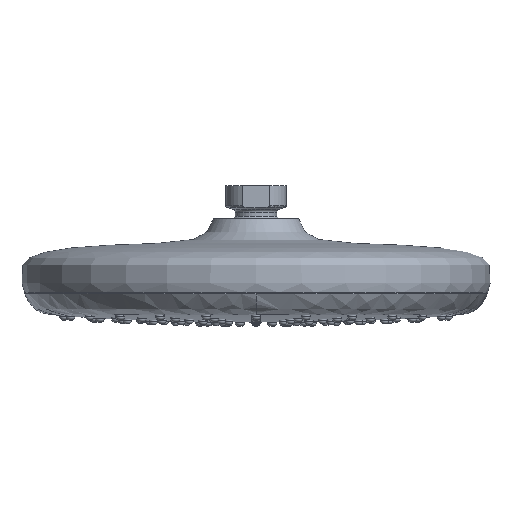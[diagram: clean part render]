
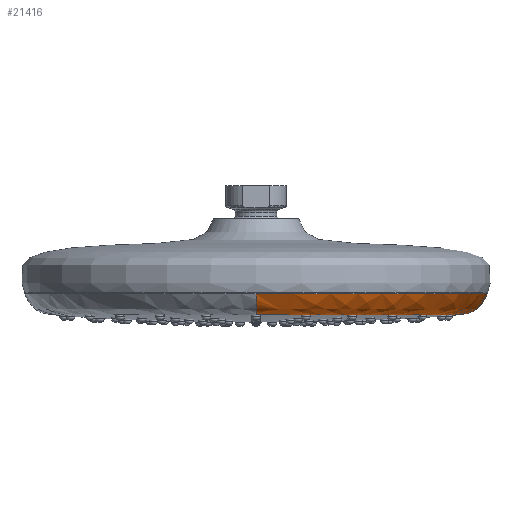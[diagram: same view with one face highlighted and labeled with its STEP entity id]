
A CAD part, left-side view. The second image highlights one B-rep face of the part: STEP entity #21416.
In plain terms, the highlighted free-form (B-spline) face has degree [3, 3] with [8, 4] control points.
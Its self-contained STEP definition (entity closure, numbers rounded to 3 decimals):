
#1018=(
BOUNDED_SURFACE()
B_SPLINE_SURFACE(3,3,((#70215,#70216,#70217,#70218),(#70219,#70220,#70221,
#70222),(#70223,#70224,#70225,#70226),(#70227,#70228,#70229,#70230),(#70231,
#70232,#70233,#70234),(#70235,#70236,#70237,#70238),(#70239,#70240,#70241,
#70242),(#70243,#70244,#70245,#70246)),.SURF_OF_REVOLUTION.,.F.,.F.,.F.)
B_SPLINE_SURFACE_WITH_KNOTS((4,1,1,1,1,4),(4,4),(0.,0.321,0.481,
0.641,0.962,1.282),(0.,1.),
 .UNSPECIFIED.)
GEOMETRIC_REPRESENTATION_ITEM()
RATIONAL_B_SPLINE_SURFACE(((1.,0.805,0.805,1.),
(1.,0.805,0.805,1.),(1.,0.805,0.805,
1.),(1.,0.805,0.805,1.),(1.,0.805,0.805,
1.),(1.,0.805,0.805,1.),(1.,0.805,0.805,
1.),(1.,0.805,0.805,1.)))
REPRESENTATION_ITEM('')
SURFACE()
);
#5593=ORIENTED_EDGE('',*,*,#10115,.T.);
#5594=ORIENTED_EDGE('',*,*,#10116,.T.);
#5595=ORIENTED_EDGE('',*,*,#10030,.T.);
#5596=ORIENTED_EDGE('',*,*,#10026,.T.);
#10026=EDGE_CURVE('',#12616,#12615,#14997,.F.);
#10030=EDGE_CURVE('',#12619,#12616,#15001,.F.);
#10115=EDGE_CURVE('',#12615,#12700,#15086,.T.);
#10116=EDGE_CURVE('',#12700,#12619,#15087,.T.);
#12615=VERTEX_POINT('',#69542);
#12616=VERTEX_POINT('',#69550);
#12619=VERTEX_POINT('',#69615);
#12700=VERTEX_POINT('',#70255);
#14997=B_SPLINE_CURVE_WITH_KNOTS('',3,(#69543,#69544,#69545,#69546,#69547,
#69548,#69549),.UNSPECIFIED.,.F.,.F.,(4,1,1,1,4),(0.,0.25,0.5,0.75,1.),
 .UNSPECIFIED.);
#15001=B_SPLINE_CURVE_WITH_KNOTS('',3,(#69607,#69608,#69609,#69610,#69611,
#69612,#69613,#69614),.UNSPECIFIED.,.F.,.F.,(4,1,1,1,1,4),(0.,0.25,0.5,
0.625,0.75,1.),.UNSPECIFIED.);
#15086=B_SPLINE_CURVE_WITH_KNOTS('',3,(#70247,#70248,#70249,#70250,#70251,
#70252,#70253,#70254),.UNSPECIFIED.,.F.,.F.,(4,1,1,1,1,4),(0.,0.25,0.5,
0.625,0.75,1.),.UNSPECIFIED.);
#15087=B_SPLINE_CURVE_WITH_KNOTS('',3,(#70256,#70257,#70258,#70259,#70260,
#70261,#70262),.UNSPECIFIED.,.F.,.F.,(4,1,1,1,4),(0.,0.25,0.5,0.75,1.),
 .UNSPECIFIED.);
#17986=EDGE_LOOP('',(#5593,#5594,#5595,#5596));
#19869=FACE_BOUND('',#17986,.T.);
#21416=ADVANCED_FACE('',(#19869),#1018,.T.);
#69542=CARTESIAN_POINT('',(-103.505,0.,-2.431));
#69543=CARTESIAN_POINT('',(-103.505,0.,-2.431));
#69544=CARTESIAN_POINT('',(-103.505,-13.627,-2.431));
#69545=CARTESIAN_POINT('',(-98.059,-40.758,-2.431));
#69546=CARTESIAN_POINT('',(-75.08,-75.079,-2.431));
#69547=CARTESIAN_POINT('',(-40.757,-98.059,-2.431));
#69548=CARTESIAN_POINT('',(-13.629,-103.505,-2.431));
#69549=CARTESIAN_POINT('',(0.,-103.505,-2.431));
#69550=CARTESIAN_POINT('',(0.,-103.505,-2.431));
#69607=CARTESIAN_POINT('',(0.,-103.505,-2.431));
#69608=CARTESIAN_POINT('',(0.,-103.034,-3.704));
#69609=CARTESIAN_POINT('',(0.,-101.775,-6.265));
#69610=CARTESIAN_POINT('',(0.,-99.352,-8.958));
#69611=CARTESIAN_POINT('',(0.,-96.911,-10.486));
#69612=CARTESIAN_POINT('',(0.,-94.147,-11.452));
#69613=CARTESIAN_POINT('',(0.,-91.736,-11.68));
#69614=CARTESIAN_POINT('',(0.,-90.011,-11.836));
#69615=CARTESIAN_POINT('',(0.,-90.011,-11.836));
#70215=CARTESIAN_POINT('',(0.,-90.011,-11.836));
#70216=CARTESIAN_POINT('',(-52.727,-90.011,-11.836));
#70217=CARTESIAN_POINT('',(-90.011,-52.727,-11.836));
#70218=CARTESIAN_POINT('',(-90.011,0.,-11.836));
#70219=CARTESIAN_POINT('',(0.,-91.736,-11.68));
#70220=CARTESIAN_POINT('',(-53.737,-91.736,-11.68));
#70221=CARTESIAN_POINT('',(-91.736,-53.737,-11.68));
#70222=CARTESIAN_POINT('',(-91.736,0.,-11.68));
#70223=CARTESIAN_POINT('',(0.,-94.147,-11.452));
#70224=CARTESIAN_POINT('',(-55.15,-94.147,-11.452));
#70225=CARTESIAN_POINT('',(-94.147,-55.15,-11.452));
#70226=CARTESIAN_POINT('',(-94.147,0.,-11.452));
#70227=CARTESIAN_POINT('',(0.,-96.911,-10.486));
#70228=CARTESIAN_POINT('',(-56.769,-96.911,-10.486));
#70229=CARTESIAN_POINT('',(-96.911,-56.769,-10.486));
#70230=CARTESIAN_POINT('',(-96.911,0.,-10.486));
#70231=CARTESIAN_POINT('',(0.,-99.352,-8.958));
#70232=CARTESIAN_POINT('',(-58.199,-99.352,-8.958));
#70233=CARTESIAN_POINT('',(-99.352,-58.199,-8.958));
#70234=CARTESIAN_POINT('',(-99.352,0.,-8.958));
#70235=CARTESIAN_POINT('',(0.,-101.775,-6.265));
#70236=CARTESIAN_POINT('',(-59.619,-101.775,-6.265));
#70237=CARTESIAN_POINT('',(-101.775,-59.619,-6.265));
#70238=CARTESIAN_POINT('',(-101.775,0.,-6.265));
#70239=CARTESIAN_POINT('',(0.,-103.034,-3.704));
#70240=CARTESIAN_POINT('',(-60.356,-103.034,-3.704));
#70241=CARTESIAN_POINT('',(-103.034,-60.356,-3.704));
#70242=CARTESIAN_POINT('',(-103.034,0.,-3.704));
#70243=CARTESIAN_POINT('',(0.,-103.505,-2.431));
#70244=CARTESIAN_POINT('',(-60.632,-103.505,-2.431));
#70245=CARTESIAN_POINT('',(-103.505,-60.632,-2.431));
#70246=CARTESIAN_POINT('',(-103.505,0.,-2.431));
#70247=CARTESIAN_POINT('',(-103.505,0.,-2.431));
#70248=CARTESIAN_POINT('',(-103.034,0.,-3.704));
#70249=CARTESIAN_POINT('',(-101.775,0.,-6.265));
#70250=CARTESIAN_POINT('',(-99.352,0.,-8.958));
#70251=CARTESIAN_POINT('',(-96.911,0.,-10.486));
#70252=CARTESIAN_POINT('',(-94.147,0.,-11.452));
#70253=CARTESIAN_POINT('',(-91.736,0.,-11.68));
#70254=CARTESIAN_POINT('',(-90.011,0.,-11.836));
#70255=CARTESIAN_POINT('',(-90.011,0.,-11.836));
#70256=CARTESIAN_POINT('',(-90.011,0.,-11.836));
#70257=CARTESIAN_POINT('',(-90.011,-11.782,-11.836));
#70258=CARTESIAN_POINT('',(-85.325,-35.342,-11.836));
#70259=CARTESIAN_POINT('',(-65.305,-65.305,-11.836));
#70260=CARTESIAN_POINT('',(-35.342,-85.325,-11.836));
#70261=CARTESIAN_POINT('',(-11.782,-90.011,-11.836));
#70262=CARTESIAN_POINT('',(0.,-90.011,-11.836));
